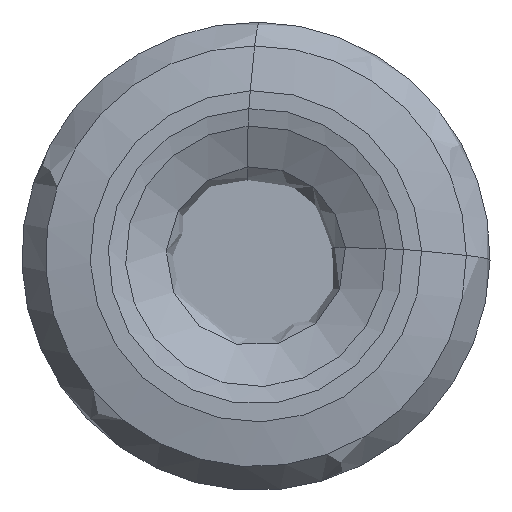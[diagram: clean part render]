
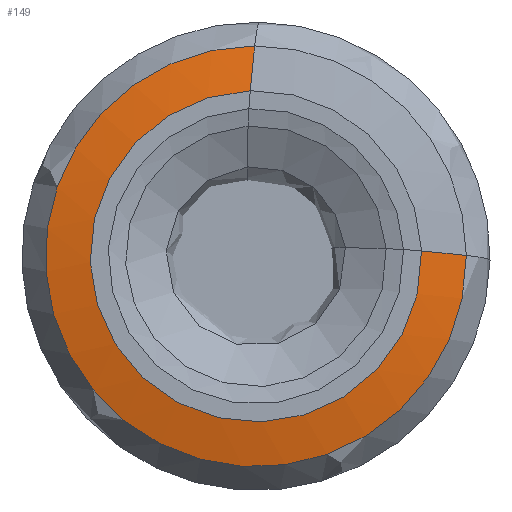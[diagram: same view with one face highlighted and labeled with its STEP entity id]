
A CAD part, left-side view. The second image highlights one B-rep face of the part: STEP entity #149.
In plain terms, the highlighted free-form (B-spline) face has degree [1, 3] with [2, 7] control points.
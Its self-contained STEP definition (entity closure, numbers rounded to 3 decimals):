
#149=ADVANCED_FACE('',(#238),#207,.F.);
#207=(
BOUNDED_SURFACE()
B_SPLINE_SURFACE(1,3,((#1235,#1236,#1237,#1238,#1239,#1240,#1241),(#1242,
#1243,#1244,#1245,#1246,#1247,#1248)),.UNSPECIFIED.,.F.,.F.,.F.)
B_SPLINE_SURFACE_WITH_KNOTS((2,2),(4,3,4),(0.,1.),(0.,0.5,1.),
 .UNSPECIFIED.)
GEOMETRIC_REPRESENTATION_ITEM()
RATIONAL_B_SPLINE_SURFACE(((1.,0.589,0.589,1.,0.589,
0.589,1.),(1.,0.589,0.589,1.,0.589,
0.589,1.)))
REPRESENTATION_ITEM('')
SURFACE()
);
#238=FACE_OUTER_BOUND('',#270,.T.);
#270=EDGE_LOOP('',(#444,#445,#446,#447));
#359=CIRCLE('',#794,8.847);
#360=CIRCLE('',#796,11.234);
#444=ORIENTED_EDGE('',*,*,#670,.F.);
#445=ORIENTED_EDGE('',*,*,#671,.F.);
#446=ORIENTED_EDGE('',*,*,#667,.T.);
#447=ORIENTED_EDGE('',*,*,#672,.F.);
#602=VERTEX_POINT('',#1225);
#603=VERTEX_POINT('',#1226);
#604=VERTEX_POINT('',#1231);
#605=VERTEX_POINT('',#1232);
#667=EDGE_CURVE('',#602,#603,#359,.T.);
#670=EDGE_CURVE('',#604,#605,#360,.T.);
#671=EDGE_CURVE('',#602,#604,#746,.T.);
#672=EDGE_CURVE('',#605,#603,#747,.T.);
#746=LINE('',#1233,#770);
#747=LINE('',#1234,#771);
#770=VECTOR('',#915,1.);
#771=VECTOR('',#916,1.);
#794=AXIS2_PLACEMENT_3D('',#1224,#907,#908);
#796=AXIS2_PLACEMENT_3D('',#1230,#913,#914);
#907=DIRECTION('',(1.,0.,0.));
#908=DIRECTION('',(0.,-0.999,0.033));
#913=DIRECTION('',(1.,0.,0.));
#914=DIRECTION('',(0.,-1.,0.004));
#915=DIRECTION('',(0.198,-0.975,-0.098));
#916=DIRECTION('',(-0.198,0.096,-0.975));
#1224=CARTESIAN_POINT('',(0.,0.,0.));
#1225=CARTESIAN_POINT('',(0.,-8.842,0.289));
#1226=CARTESIAN_POINT('',(0.,0.301,8.842));
#1230=CARTESIAN_POINT('',(0.486,0.,0.));
#1231=CARTESIAN_POINT('',(0.486,-11.234,0.05));
#1232=CARTESIAN_POINT('',(0.486,0.065,11.234));
#1233=CARTESIAN_POINT('',(0.,-8.842,0.289));
#1234=CARTESIAN_POINT('',(0.,0.301,8.842));
#1235=CARTESIAN_POINT('',(0.,-8.842,0.289));
#1236=CARTESIAN_POINT('',(0.,-9.144,-8.961));
#1237=CARTESIAN_POINT('',(0.,-0.715,-12.783));
#1238=CARTESIAN_POINT('',(0.,6.044,-6.461));
#1239=CARTESIAN_POINT('',(0.,12.802,-0.138));
#1240=CARTESIAN_POINT('',(0.,9.551,8.527));
#1241=CARTESIAN_POINT('',(0.,0.301,8.842));
#1242=CARTESIAN_POINT('',(0.486,-11.234,0.05));
#1243=CARTESIAN_POINT('',(0.486,-11.286,-11.703));
#1244=CARTESIAN_POINT('',(0.486,-0.449,-16.252));
#1245=CARTESIAN_POINT('',(0.486,7.903,-7.984));
#1246=CARTESIAN_POINT('',(0.486,16.256,0.284));
#1247=CARTESIAN_POINT('',(0.486,11.817,11.166));
#1248=CARTESIAN_POINT('',(0.486,0.065,11.234));
